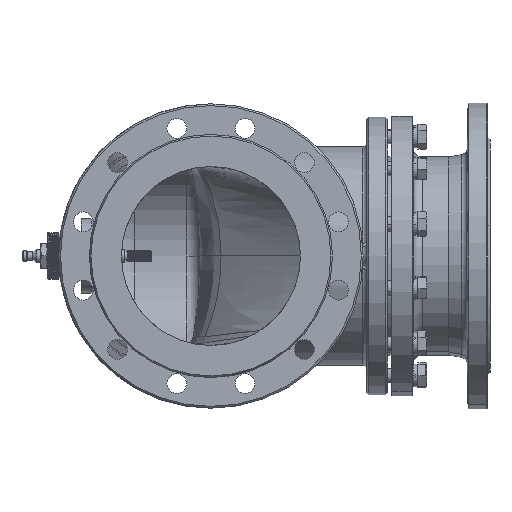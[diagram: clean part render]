
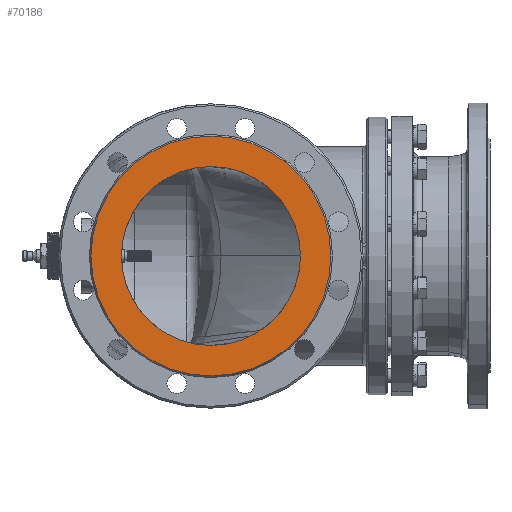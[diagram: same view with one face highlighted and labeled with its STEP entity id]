
A CAD part, left-side view. The second image highlights one B-rep face of the part: STEP entity #70186.
In plain terms, the highlighted planar face has unit normal (-1, 0, 0).
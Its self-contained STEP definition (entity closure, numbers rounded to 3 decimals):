
#13835=CARTESIAN_POINT('',(-180.194,12.779,495.));
#13836=DIRECTION('',(-1.,0.,0.));
#13837=DIRECTION('',(0.,1.,0.));
#13838=AXIS2_PLACEMENT_3D('',#13835,#13836,#13837);
#13840=CARTESIAN_POINT('',(-180.194,12.779,495.));
#13841=DIRECTION('',(-1.,0.,0.));
#13842=DIRECTION('',(0.,0.,1.));
#13843=AXIS2_PLACEMENT_3D('',#13840,#13841,#13842);
#13845=CARTESIAN_POINT('',(-180.194,12.779,495.));
#13846=DIRECTION('',(-1.,0.,0.));
#13847=DIRECTION('',(0.,-1.,0.));
#13848=AXIS2_PLACEMENT_3D('',#13845,#13846,#13847);
#13850=CARTESIAN_POINT('',(-180.194,12.779,495.));
#13851=DIRECTION('',(-1.,0.,0.));
#13852=DIRECTION('',(0.,0.,-1.));
#13853=AXIS2_PLACEMENT_3D('',#13850,#13851,#13852);
#13855=CARTESIAN_POINT('',(-180.194,12.779,495.));
#13856=DIRECTION('',(1.,0.,0.));
#13857=DIRECTION('',(0.,0.,-1.));
#13858=AXIS2_PLACEMENT_3D('',#13855,#13856,#13857);
#13860=CARTESIAN_POINT('',(-180.194,12.779,495.));
#13861=DIRECTION('',(1.,0.,0.));
#13862=DIRECTION('',(0.,0.,1.));
#13863=AXIS2_PLACEMENT_3D('',#13860,#13861,#13862);
#15743=CARTESIAN_POINT('',(-180.194,12.779,395.));
#15744=CARTESIAN_POINT('',(-180.194,12.779,595.));
#15745=VERTEX_POINT('',#15743);
#15746=VERTEX_POINT('',#15744);
#15935=CARTESIAN_POINT('',(-180.194,12.779,629.));
#15936=CARTESIAN_POINT('',(-180.194,146.779,495.));
#15937=VERTEX_POINT('',#15935);
#15938=VERTEX_POINT('',#15936);
#16629=CARTESIAN_POINT('',(-180.194,-121.221,495.));
#16630=VERTEX_POINT('',#16629);
#16778=CARTESIAN_POINT('',(-180.194,12.779,361.));
#16779=VERTEX_POINT('',#16778);
#70171=CARTESIAN_POINT('',(-180.194,12.779,495.));
#70172=DIRECTION('',(-1.,0.,0.));
#70173=DIRECTION('',(0.,0.,1.));
#70174=AXIS2_PLACEMENT_3D('',#70171,#70172,#70173);
#70175=PLANE('',#70174);
#70176=ORIENTED_EDGE('',*,*,#43071,.F.);
#70177=ORIENTED_EDGE('',*,*,#38525,.F.);
#70178=ORIENTED_EDGE('',*,*,#38523,.F.);
#70179=ORIENTED_EDGE('',*,*,#43073,.F.);
#70180=EDGE_LOOP('',(#70176,#70177,#70178,#70179));
#70181=FACE_OUTER_BOUND('',#70180,.F.);
#70182=ORIENTED_EDGE('',*,*,#68383,.F.);
#70183=ORIENTED_EDGE('',*,*,#20840,.F.);
#70184=EDGE_LOOP('',(#70182,#70183));
#70185=FACE_BOUND('',#70184,.F.);
#70186=ADVANCED_FACE('',(#70181,#70185),#70175,.T.);
#13839=CIRCLE('',#13838,134.);
#13844=CIRCLE('',#13843,134.);
#13849=CIRCLE('',#13848,134.);
#13854=CIRCLE('',#13853,134.);
#13859=CIRCLE('',#13858,100.);
#13864=CIRCLE('',#13863,100.);
#20840=EDGE_CURVE('',#15746,#15745,#13864,.T.);
#38523=EDGE_CURVE('',#16630,#15937,#13849,.T.);
#38525=EDGE_CURVE('',#15937,#15938,#13844,.T.);
#43071=EDGE_CURVE('',#15938,#16779,#13839,.T.);
#43073=EDGE_CURVE('',#16779,#16630,#13854,.T.);
#68383=EDGE_CURVE('',#15745,#15746,#13859,.T.);
